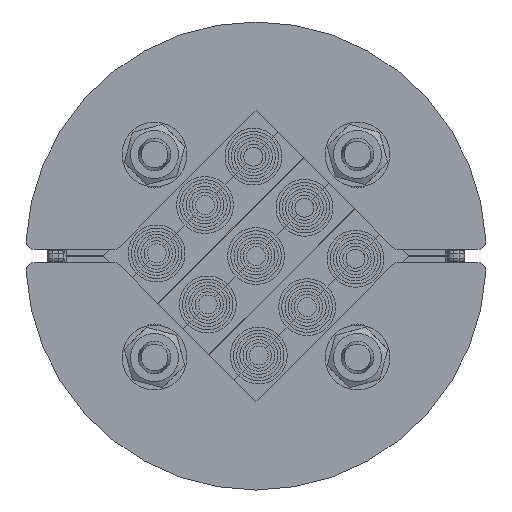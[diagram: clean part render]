
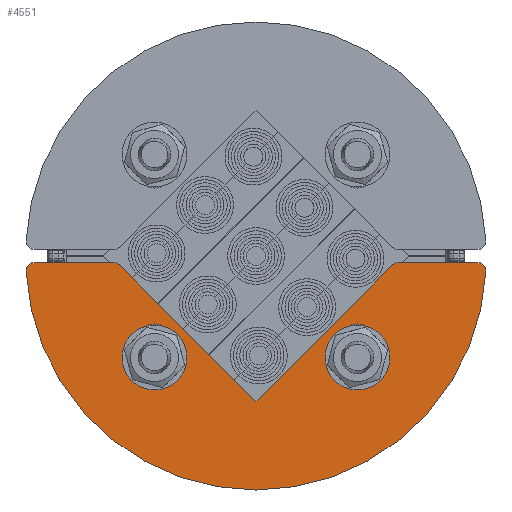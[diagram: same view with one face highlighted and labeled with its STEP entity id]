
A CAD part, front view. The second image highlights one B-rep face of the part: STEP entity #4551.
In plain terms, the highlighted face is planar.
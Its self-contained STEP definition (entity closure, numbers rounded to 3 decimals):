
#461=LINE('',#8495,#740);
#472=LINE('',#8535,#751);
#476=LINE('',#8549,#755);
#479=LINE('',#8558,#758);
#482=LINE('',#8565,#761);
#485=LINE('',#8574,#764);
#488=LINE('',#8581,#767);
#489=LINE('',#8583,#768);
#740=VECTOR('',#6297,10.);
#751=VECTOR('',#6332,10.);
#755=VECTOR('',#6350,10.);
#758=VECTOR('',#6359,10.);
#761=VECTOR('',#6368,10.);
#764=VECTOR('',#6377,10.);
#767=VECTOR('',#6386,10.);
#768=VECTOR('',#6389,10.);
#1013=FACE_BOUND('',#1563,.T.);
#1014=FACE_BOUND('',#1564,.T.);
#1081=PLANE('',#5286);
#1294=FACE_OUTER_BOUND('',#1562,.T.);
#1562=EDGE_LOOP('',(#3892,#3893,#3894,#3895,#3896,#3897,#3898,#3899,#3900));
#1563=EDGE_LOOP('',(#3901,#3902,#3903,#3904));
#1564=EDGE_LOOP('',(#3905,#3906,#3907,#3908));
#1876=CIRCLE('',#5251,1.5);
#1886=CIRCLE('',#5264,1.5);
#1887=CIRCLE('',#5267,1.5);
#1888=CIRCLE('',#5269,42.5);
#1889=CIRCLE('',#5271,1.5);
#1890=CIRCLE('',#5274,3.1);
#1891=CIRCLE('',#5277,3.1);
#1892=CIRCLE('',#5280,3.1);
#1893=CIRCLE('',#5283,3.1);
#2208=VERTEX_POINT('',#8482);
#2209=VERTEX_POINT('',#8483);
#2213=VERTEX_POINT('',#8493);
#2228=VERTEX_POINT('',#8527);
#2229=VERTEX_POINT('',#8528);
#2230=VERTEX_POINT('',#8533);
#2231=VERTEX_POINT('',#8537);
#2232=VERTEX_POINT('',#8541);
#2233=VERTEX_POINT('',#8545);
#2234=VERTEX_POINT('',#8551);
#2235=VERTEX_POINT('',#8553);
#2236=VERTEX_POINT('',#8557);
#2237=VERTEX_POINT('',#8561);
#2238=VERTEX_POINT('',#8567);
#2239=VERTEX_POINT('',#8569);
#2240=VERTEX_POINT('',#8573);
#2241=VERTEX_POINT('',#8577);
#2771=EDGE_CURVE('',#2208,#2209,#1876,.T.);
#2777=EDGE_CURVE('',#2208,#2213,#461,.T.);
#2793=EDGE_CURVE('',#2228,#2229,#1886,.T.);
#2797=EDGE_CURVE('',#2228,#2230,#472,.T.);
#2799=EDGE_CURVE('',#2231,#2213,#1887,.T.);
#2801=EDGE_CURVE('',#2231,#2232,#1888,.T.);
#2802=EDGE_CURVE('',#2233,#2232,#1889,.T.);
#2804=EDGE_CURVE('',#2233,#2229,#476,.T.);
#2806=EDGE_CURVE('',#2235,#2234,#1890,.T.);
#2808=EDGE_CURVE('',#2236,#2235,#479,.T.);
#2810=EDGE_CURVE('',#2237,#2236,#1891,.T.);
#2812=EDGE_CURVE('',#2234,#2237,#482,.T.);
#2814=EDGE_CURVE('',#2239,#2238,#1892,.T.);
#2816=EDGE_CURVE('',#2240,#2239,#485,.T.);
#2818=EDGE_CURVE('',#2241,#2240,#1893,.T.);
#2820=EDGE_CURVE('',#2238,#2241,#488,.T.);
#2821=EDGE_CURVE('',#2230,#2209,#489,.T.);
#3892=ORIENTED_EDGE('',*,*,#2771,.F.);
#3893=ORIENTED_EDGE('',*,*,#2777,.T.);
#3894=ORIENTED_EDGE('',*,*,#2799,.F.);
#3895=ORIENTED_EDGE('',*,*,#2801,.T.);
#3896=ORIENTED_EDGE('',*,*,#2802,.F.);
#3897=ORIENTED_EDGE('',*,*,#2804,.T.);
#3898=ORIENTED_EDGE('',*,*,#2793,.F.);
#3899=ORIENTED_EDGE('',*,*,#2797,.T.);
#3900=ORIENTED_EDGE('',*,*,#2821,.T.);
#3901=ORIENTED_EDGE('',*,*,#2810,.T.);
#3902=ORIENTED_EDGE('',*,*,#2808,.T.);
#3903=ORIENTED_EDGE('',*,*,#2806,.T.);
#3904=ORIENTED_EDGE('',*,*,#2812,.T.);
#3905=ORIENTED_EDGE('',*,*,#2818,.T.);
#3906=ORIENTED_EDGE('',*,*,#2816,.T.);
#3907=ORIENTED_EDGE('',*,*,#2814,.T.);
#3908=ORIENTED_EDGE('',*,*,#2820,.T.);
#4551=ADVANCED_FACE('',(#1294,#1013,#1014),#1081,.T.);
#5251=AXIS2_PLACEMENT_3D('',#8484,#6287,#6288);
#5264=AXIS2_PLACEMENT_3D('',#8529,#6325,#6326);
#5267=AXIS2_PLACEMENT_3D('',#8539,#6336,#6337);
#5269=AXIS2_PLACEMENT_3D('',#8543,#6341,#6342);
#5271=AXIS2_PLACEMENT_3D('',#8546,#6345,#6346);
#5274=AXIS2_PLACEMENT_3D('',#8554,#6354,#6355);
#5277=AXIS2_PLACEMENT_3D('',#8562,#6363,#6364);
#5280=AXIS2_PLACEMENT_3D('',#8570,#6372,#6373);
#5283=AXIS2_PLACEMENT_3D('',#8578,#6381,#6382);
#5286=AXIS2_PLACEMENT_3D('',#8584,#6390,#6391);
#6287=DIRECTION('center_axis',(0.,0.,-1.));
#6288=DIRECTION('ref_axis',(-0.383,-0.924,0.));
#6297=DIRECTION('',(1.,0.,0.));
#6325=DIRECTION('center_axis',(0.,0.,-1.));
#6326=DIRECTION('ref_axis',(0.383,-0.924,0.));
#6332=DIRECTION('',(0.707,0.707,0.));
#6336=DIRECTION('center_axis',(0.,0.,-1.));
#6337=DIRECTION('ref_axis',(0.724,-0.69,0.));
#6341=DIRECTION('center_axis',(0.,0.,1.));
#6342=DIRECTION('ref_axis',(1.,0.012,0.));
#6345=DIRECTION('center_axis',(0.,0.,-1.));
#6346=DIRECTION('ref_axis',(-0.724,-0.69,0.));
#6350=DIRECTION('',(1.,0.,0.));
#6354=DIRECTION('center_axis',(0.,0.,-1.));
#6355=DIRECTION('ref_axis',(1.,0.,0.));
#6359=DIRECTION('',(0.,1.,0.));
#6363=DIRECTION('center_axis',(0.,0.,-1.));
#6364=DIRECTION('ref_axis',(-1.,0.,0.));
#6368=DIRECTION('',(0.,-1.,0.));
#6372=DIRECTION('center_axis',(0.,0.,-1.));
#6373=DIRECTION('ref_axis',(-1.,0.,0.));
#6377=DIRECTION('',(0.,-1.,0.));
#6381=DIRECTION('center_axis',(0.,0.,-1.));
#6382=DIRECTION('ref_axis',(1.,0.,0.));
#6386=DIRECTION('',(0.,1.,0.));
#6389=DIRECTION('',(0.707,-0.707,0.));
#6390=DIRECTION('center_axis',(0.,0.,1.));
#6391=DIRECTION('ref_axis',(1.,0.,0.));
#8482=CARTESIAN_POINT('',(26.284,0.5,2.));
#8483=CARTESIAN_POINT('',(25.224,0.939,2.));
#8484=CARTESIAN_POINT('Origin',(26.284,2.,2.));
#8493=CARTESIAN_POINT('',(40.951,0.5,2.));
#8495=CARTESIAN_POINT('',(25.663,0.5,2.));
#8527=CARTESIAN_POINT('',(-25.224,0.939,2.));
#8528=CARTESIAN_POINT('',(-26.284,0.5,2.));
#8529=CARTESIAN_POINT('Origin',(-26.284,2.,2.));
#8533=CARTESIAN_POINT('',(0.,26.163,2.));
#8535=CARTESIAN_POINT('',(-25.663,0.5,2.));
#8537=CARTESIAN_POINT('',(42.449,2.073,2.));
#8539=CARTESIAN_POINT('Origin',(40.951,2.,2.));
#8541=CARTESIAN_POINT('',(-42.449,2.073,2.));
#8543=CARTESIAN_POINT('Origin',(0.,0.,2.));
#8545=CARTESIAN_POINT('',(-40.951,0.5,2.));
#8546=CARTESIAN_POINT('Origin',(-40.951,2.,2.));
#8549=CARTESIAN_POINT('',(-42.497,0.5,2.));
#8551=CARTESIAN_POINT('',(21.838,18.738,2.));
#8553=CARTESIAN_POINT('',(15.638,18.738,2.));
#8554=CARTESIAN_POINT('Origin',(18.738,18.738,2.));
#8557=CARTESIAN_POINT('',(15.638,14.938,2.));
#8558=CARTESIAN_POINT('',(15.638,16.45,2.));
#8561=CARTESIAN_POINT('',(21.838,14.938,2.));
#8562=CARTESIAN_POINT('Origin',(18.738,14.938,2.));
#8565=CARTESIAN_POINT('',(21.838,18.35,2.));
#8567=CARTESIAN_POINT('',(-21.838,14.938,2.));
#8569=CARTESIAN_POINT('',(-15.638,14.938,2.));
#8570=CARTESIAN_POINT('Origin',(-18.738,14.938,2.));
#8573=CARTESIAN_POINT('',(-15.638,18.738,2.));
#8574=CARTESIAN_POINT('',(-15.638,18.35,2.));
#8577=CARTESIAN_POINT('',(-21.838,18.738,2.));
#8578=CARTESIAN_POINT('Origin',(-18.738,18.738,2.));
#8581=CARTESIAN_POINT('',(-21.838,16.45,2.));
#8583=CARTESIAN_POINT('',(0.,26.163,2.));
#8584=CARTESIAN_POINT('Origin',(0.,17.962,2.));
